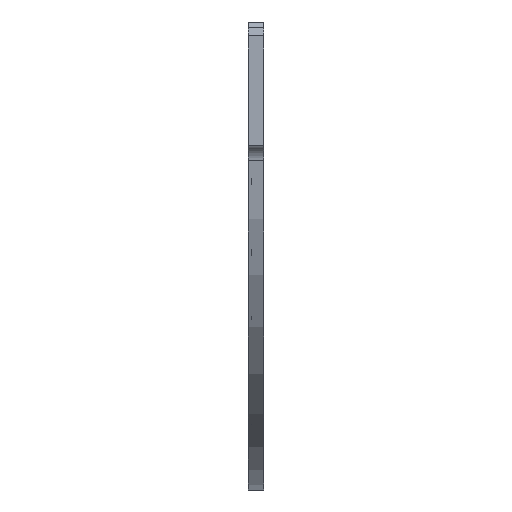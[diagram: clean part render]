
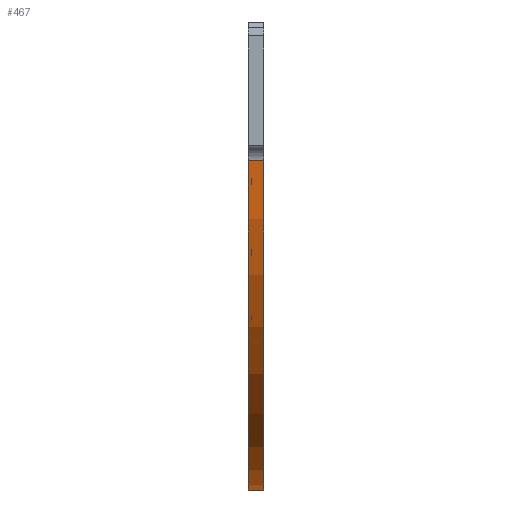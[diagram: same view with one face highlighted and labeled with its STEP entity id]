
A CAD part, left-side view. The second image highlights one B-rep face of the part: STEP entity #467.
In plain terms, the highlighted cylindrical face has radius 223 mm (diameter 446 mm), a partial arc.
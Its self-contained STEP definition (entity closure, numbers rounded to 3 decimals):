
#160=CYLINDRICAL_SURFACE('',#6633,223.);
#249=FACE_OUTER_BOUND('',#2424,.T.);
#467=ADVANCED_FACE('',(#249),#160,.T.);
#1124=LINE('',#9940,#1338);
#1125=LINE('',#9941,#1339);
#1338=VECTOR('',#7409,1.);
#1339=VECTOR('',#7410,1.);
#1599=CIRCLE('',#6570,223.);
#1636=CIRCLE('',#6608,223.);
#2424=EDGE_LOOP('',(#3342,#3343,#3344,#3345));
#3342=ORIENTED_EDGE('',*,*,#5521,.T.);
#3343=ORIENTED_EDGE('',*,*,#5598,.T.);
#3344=ORIENTED_EDGE('',*,*,#5565,.F.);
#3345=ORIENTED_EDGE('',*,*,#5599,.T.);
#4893=VERTEX_POINT('',#9788);
#4894=VERTEX_POINT('',#9790);
#4937=VERTEX_POINT('',#9877);
#4938=VERTEX_POINT('',#9879);
#5521=EDGE_CURVE('',#4894,#4893,#1599,.T.);
#5565=EDGE_CURVE('',#4937,#4938,#1636,.T.);
#5598=EDGE_CURVE('',#4893,#4938,#1124,.T.);
#5599=EDGE_CURVE('',#4937,#4894,#1125,.T.);
#6570=AXIS2_PLACEMENT_3D('',#9789,#7259,#7260);
#6608=AXIS2_PLACEMENT_3D('',#9878,#7342,#7343);
#6633=AXIS2_PLACEMENT_3D('',#9942,#7411,#7412);
#7259=DIRECTION('',(0.,-1.,0.));
#7260=DIRECTION('',(1.,0.,0.));
#7342=DIRECTION('',(0.,-1.,0.));
#7343=DIRECTION('',(1.,0.,0.));
#7409=DIRECTION('',(0.,-1.,0.));
#7410=DIRECTION('',(0.,1.,0.));
#7411=DIRECTION('',(0.,1.,0.));
#7412=DIRECTION('',(0.,0.,1.));
#9788=CARTESIAN_POINT('',(222.597,5.,-13.399));
#9789=CARTESIAN_POINT('',(0.,5.,0.));
#9790=CARTESIAN_POINT('',(-222.597,5.,-13.399));
#9877=CARTESIAN_POINT('',(-222.597,-5.,-13.399));
#9878=CARTESIAN_POINT('',(0.,-5.,0.));
#9879=CARTESIAN_POINT('',(222.597,-5.,-13.399));
#9940=CARTESIAN_POINT('',(222.597,-5.,-13.399));
#9941=CARTESIAN_POINT('',(-222.597,-5.,-13.399));
#9942=CARTESIAN_POINT('',(0.,-5.,0.));
